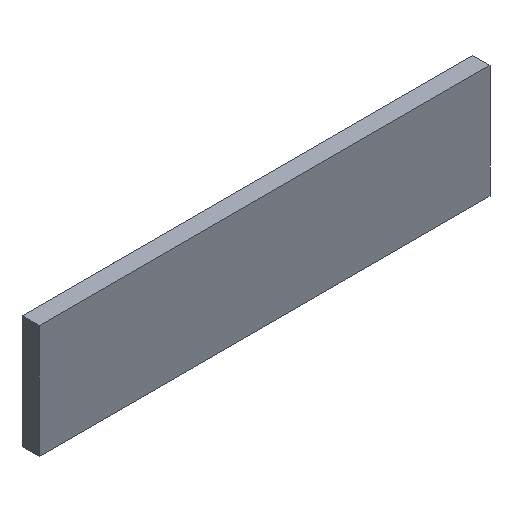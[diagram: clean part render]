
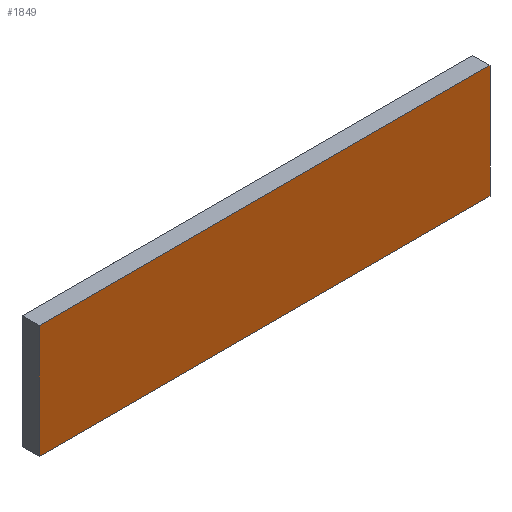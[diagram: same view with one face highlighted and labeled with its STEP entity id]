
A CAD part, isometric view. The second image highlights one B-rep face of the part: STEP entity #1849.
In plain terms, the highlighted planar face has unit normal (0, -1, 0).
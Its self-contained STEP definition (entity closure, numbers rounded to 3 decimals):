
#256=FACE_OUTER_BOUND('',#363,.T.);
#363=EDGE_LOOP('',(#1693,#1694,#1695,#1696));
#515=LINE('',#3280,#692);
#518=LINE('',#3285,#695);
#520=LINE('',#3289,#697);
#522=LINE('',#3292,#699);
#692=VECTOR('',#2169,10.);
#695=VECTOR('',#2174,10.);
#697=VECTOR('',#2178,10.);
#699=VECTOR('',#2182,10.);
#874=VERTEX_POINT('',#3278);
#875=VERTEX_POINT('',#3279);
#876=VERTEX_POINT('',#3284);
#877=VERTEX_POINT('',#3288);
#1119=EDGE_CURVE('',#874,#875,#515,.T.);
#1122=EDGE_CURVE('',#875,#876,#518,.T.);
#1124=EDGE_CURVE('',#876,#877,#520,.T.);
#1126=EDGE_CURVE('',#877,#874,#522,.T.);
#1693=ORIENTED_EDGE('',*,*,#1126,.T.);
#1694=ORIENTED_EDGE('',*,*,#1119,.T.);
#1695=ORIENTED_EDGE('',*,*,#1122,.T.);
#1696=ORIENTED_EDGE('',*,*,#1124,.T.);
#1750=PLANE('',#1917);
#1849=ADVANCED_FACE('',(#256),#1750,.F.);
#1917=AXIS2_PLACEMENT_3D('',#3600,#2203,#2204);
#2169=DIRECTION('',(0.,0.,1.));
#2174=DIRECTION('',(-1.,0.,0.));
#2178=DIRECTION('',(0.,0.,-1.));
#2182=DIRECTION('',(1.,0.,0.));
#2203=DIRECTION('center_axis',(0.,1.,0.));
#2204=DIRECTION('ref_axis',(1.,0.,0.));
#3278=CARTESIAN_POINT('',(-20.164,0.,-9.3));
#3279=CARTESIAN_POINT('',(-20.164,0.,3.98));
#3280=CARTESIAN_POINT('',(-20.164,0.,-9.3));
#3284=CARTESIAN_POINT('',(-72.99,0.,3.98));
#3285=CARTESIAN_POINT('',(-20.164,0.,3.98));
#3288=CARTESIAN_POINT('',(-72.99,0.,-9.3));
#3289=CARTESIAN_POINT('',(-72.99,0.,3.98));
#3292=CARTESIAN_POINT('',(-72.99,0.,-9.3));
#3600=CARTESIAN_POINT('Origin',(-46.577,0.,-2.721));
